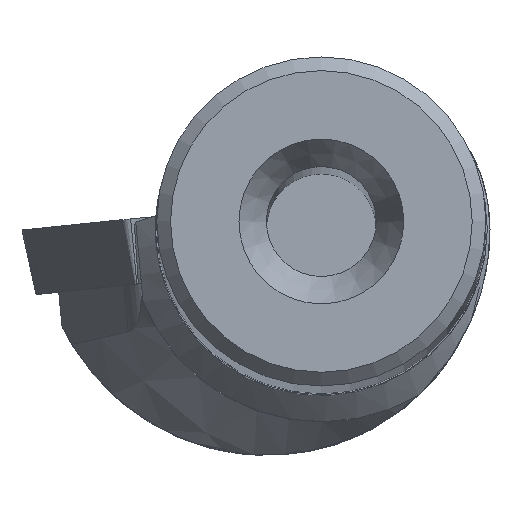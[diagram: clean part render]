
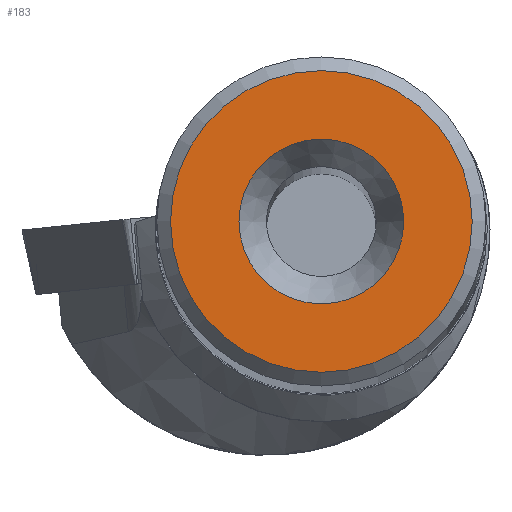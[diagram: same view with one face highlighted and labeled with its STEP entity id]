
A CAD part, top view. The second image highlights one B-rep face of the part: STEP entity #183.
In plain terms, the highlighted planar face has unit normal (0, 0, 1).
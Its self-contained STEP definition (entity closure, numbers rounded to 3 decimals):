
#183=ADVANCED_FACE('',(#327,#328),#214,.T.);
#214=PLANE('',#958);
#327=FACE_BOUND('',#381,.T.);
#328=FACE_BOUND('',#382,.T.);
#381=EDGE_LOOP('',(#536));
#382=EDGE_LOOP('',(#537));
#536=ORIENTED_EDGE('',*,*,#761,.F.);
#537=ORIENTED_EDGE('',*,*,#759,.T.);
#670=VERTEX_POINT('',#1559);
#672=VERTEX_POINT('',#1565);
#759=EDGE_CURVE('',#670,#670,#806,.T.);
#761=EDGE_CURVE('',#672,#672,#808,.T.);
#806=CIRCLE('',#953,5.493);
#808=CIRCLE('',#957,3.);
#953=AXIS2_PLACEMENT_3D('',#1558,#1140,#1141);
#957=AXIS2_PLACEMENT_3D('',#1564,#1148,#1149);
#958=AXIS2_PLACEMENT_3D('',#1566,#1150,#1151);
#1140=DIRECTION('',(0.,0.,1.));
#1141=DIRECTION('',(1.,0.,0.));
#1148=DIRECTION('',(0.,0.,1.));
#1149=DIRECTION('',(1.,0.,0.));
#1150=DIRECTION('',(0.,0.,1.));
#1151=DIRECTION('',(1.,0.,0.));
#1558=CARTESIAN_POINT('',(0.,0.,0.));
#1559=CARTESIAN_POINT('',(5.493,0.,0.));
#1564=CARTESIAN_POINT('',(0.,0.,0.));
#1565=CARTESIAN_POINT('',(3.,0.,0.));
#1566=CARTESIAN_POINT('',(0.,0.,0.));
